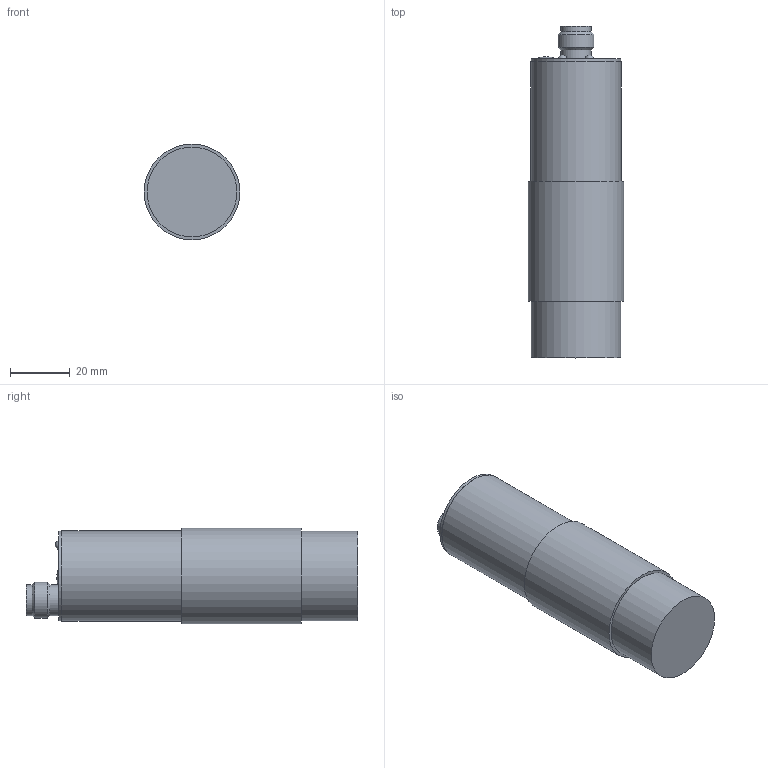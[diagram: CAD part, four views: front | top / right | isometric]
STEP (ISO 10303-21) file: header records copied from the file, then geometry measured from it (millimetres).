
FILE_DESCRIPTION(/* description */ (''),/* implementation_level */ '2;1');
FILE_NAME(/* name */ 'KA1387_Shrinkwrap_1.stp',/* time_stamp */ '2022-01-19T13:16:40+01:00',/* author */ ('Krieger Anja'),/* organization */ (''),/* preprocessor_version */ 'ST-DEVELOPER v18.1',/* originating_system */ 'Autodesk Inventor 2021',/* authorisation */ '');
FILE_SCHEMA (('AUTOMOTIVE_DESIGN { 1 0 10303 214 3 1 1 }'));
Length unit declared in the file: millimetre
Products named in the file (1): KA1387_Shrinkwrap_1
Bounding box: 32 x 111 x 32 mm (x, y, z)
Volume: 75121.9 mm3; surface area: 12791.5 mm2
Topology: 2 solids, 2 shells, 66 faces, 141 edges, 93 vertices
Faces by surface type: plane 26, cylinder 26, cone 7, sphere 6, bspline 1
Full cylindrical faces by diameter (mm): 1 x4, 2.6 x1, 3 x3, 3.2 x2, 3.7 x1, 5.5 x1, 6 x1, 6.2 x1, 8 x1, 10.3 x2, 10.4 x1, 10.5 x1, 12 x1, 30 x2, 30.1 x1, 32 x1
Entity records: 1998 total; most frequent: DIRECTION 351, CARTESIAN_POINT 320, ORIENTED_EDGE 268, AXIS2_PLACEMENT_3D 151, EDGE_CURVE 134, VERTEX_POINT 93, EDGE_LOOP 87, CIRCLE 85
